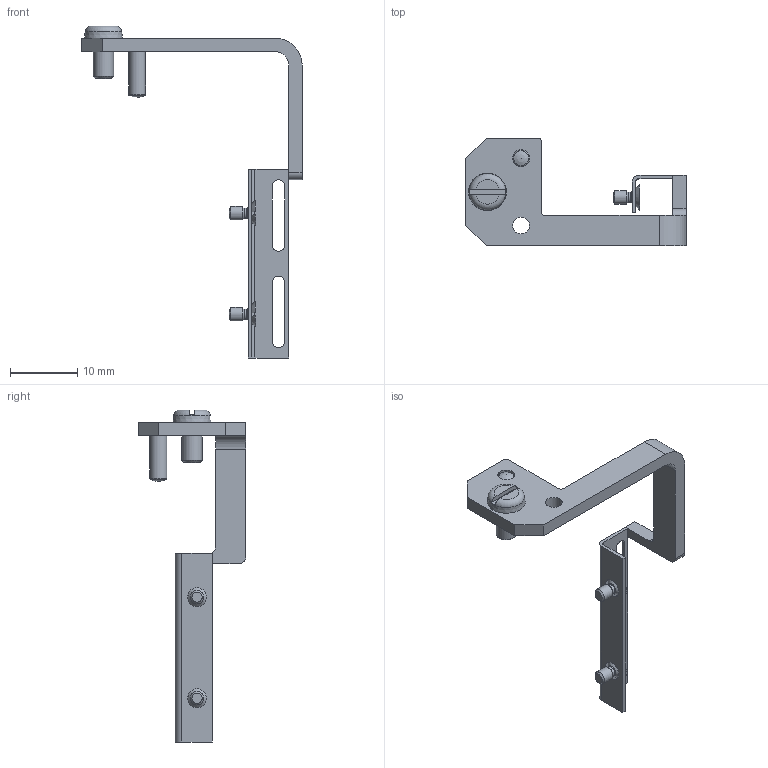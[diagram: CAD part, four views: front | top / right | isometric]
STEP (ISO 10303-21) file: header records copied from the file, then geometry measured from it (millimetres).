
FILE_DESCRIPTION(/* description */ ('STEP AP214'),/* implementation_level */ '2;1');
FILE_NAME(/* name */ '532274_HGPP-HWS-Q5-3',/* time_stamp */ '2024-08-29T06:51:52+02:00',/* author */ ('License CC BY-ND 4.0'),/* organization */ ('CADENAS'),/* preprocessor_version */ 'ST-DEVELOPER v19.3',/* originating_system */ 'PARTsolutions',/* authorisation */ ' ');
FILE_SCHEMA (('AUTOMOTIVE_DESIGN {1 0 10303 214 3 1 1}'));
Length unit declared in the file: millimetre
Products named in the file (6): 532274 HGPP-HWS-Q5-3; 532274 HGPP-HWS-Q5-3---(part); DIN-85 M3x6; DIN-7 - 2.5m6x8(F); 661397 HGPP-HWS-Q5-3/4---(part2); Countersunk screw with slot DIN 963 - M2x4
Assembly tree (6 placements, depth 2):
  532274 HGPP-HWS-Q5-3
    532274 HGPP-HWS-Q5-3---(part)
    DIN-85 M3x6
    DIN-7 - 2.5m6x8(F)
    661397 HGPP-HWS-Q5-3/4---(part2)
    Countersunk screw with slot DIN 963 - M2x4  x2
Bounding box: 32.7 x 16 x 49.3 mm (x, y, z)
Volume: 943.6 mm3; surface area: 1876.9 mm2
Topology: 6 solids, 6 shells, 90 faces, 220 edges, 141 vertices
Faces by surface type: plane 45, cylinder 26, cone 11, torus 6, sphere 2
Full cylindrical faces by diameter (mm): 1.523 x2, 2 x2, 2.387 x1, 2.5 x3, 3 x1, 3.4 x1
Entity records: 2288 total; most frequent: CARTESIAN_POINT 383, DIRECTION 380, ORIENTED_EDGE 320, EDGE_CURVE 160, AXIS2_PLACEMENT_3D 145, VERTEX_POINT 116, EDGE_LOOP 112, FACE_BOUND 112
